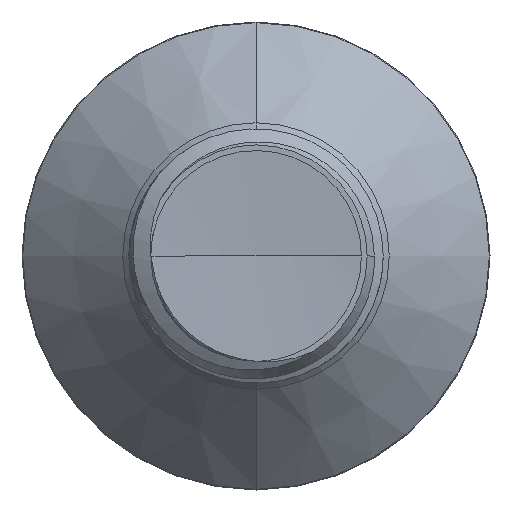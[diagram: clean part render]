
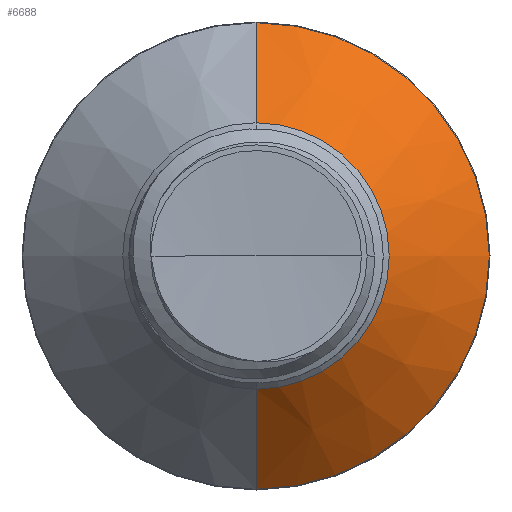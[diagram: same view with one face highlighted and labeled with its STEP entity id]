
A CAD part, front view. The second image highlights one B-rep face of the part: STEP entity #6688.
In plain terms, the highlighted conical face has half-angle 45 degrees and reference radius 2.619 mm.
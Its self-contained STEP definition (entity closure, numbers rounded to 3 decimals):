
#711 = CARTESIAN_POINT ( 'NONE',  ( 0., 5.098, 0. ) ) ;
#1055 = CIRCLE ( 'NONE', #13116, 2.619 ) ;
#1240 = ORIENTED_EDGE ( 'NONE', *, *, #3303, .F. ) ;
#1375 = LINE ( 'NONE', #2880, #9189 ) ;
#1378 = FACE_OUTER_BOUND ( 'NONE', #10307, .T. ) ;
#1707 = DIRECTION ( 'NONE',  ( 0., 0., 1. ) ) ;
#1818 = VERTEX_POINT ( 'NONE', #12998 ) ;
#1972 = EDGE_CURVE ( 'NONE', #2782, #11308, #1375, .T. ) ;
#2782 = VERTEX_POINT ( 'NONE', #10489 ) ;
#2880 = CARTESIAN_POINT ( 'NONE',  ( 0., 3.131, 2.619 ) ) ;
#2999 = CARTESIAN_POINT ( 'NONE',  ( 0., 3.131, -2.619 ) ) ;
#3303 = EDGE_CURVE ( 'NONE', #11308, #1818, #9027, .T. ) ;
#3863 = DIRECTION ( 'NONE',  ( 0., 1., 0. ) ) ;
#3881 = ORIENTED_EDGE ( 'NONE', *, *, #1972, .F. ) ;
#3960 = EDGE_CURVE ( 'NONE', #10513, #1818, #10775, .T. ) ;
#4338 = CARTESIAN_POINT ( 'NONE',  ( 0., 3.131, -2.619 ) ) ;
#4591 = CARTESIAN_POINT ( 'NONE',  ( 0., 5.098, 4.586 ) ) ;
#4627 = EDGE_CURVE ( 'NONE', #2782, #10513, #1055, .T. ) ;
#4863 = AXIS2_PLACEMENT_3D ( 'NONE', #7037, #10048, #12112 ) ;
#6314 = ORIENTED_EDGE ( 'NONE', *, *, #4627, .T. ) ;
#6688 = ADVANCED_FACE ( 'NONE', ( #1378 ), #9060, .T. ) ;
#7037 = CARTESIAN_POINT ( 'NONE',  ( 0., 3.131, 0. ) ) ;
#7810 = DIRECTION ( 'NONE',  ( 0., 1., 0. ) ) ;
#9027 = CIRCLE ( 'NONE', #11333, 4.586 ) ;
#9051 = ORIENTED_EDGE ( 'NONE', *, *, #3960, .T. ) ;
#9060 = CONICAL_SURFACE ( 'NONE', #4863, 2.619, 0.785 ) ;
#9189 = VECTOR ( 'NONE', #11095, 1000. ) ;
#10038 = CARTESIAN_POINT ( 'NONE',  ( 0., 3.131, 0. ) ) ;
#10048 = DIRECTION ( 'NONE',  ( 0., 1., 0. ) ) ;
#10307 = EDGE_LOOP ( 'NONE', ( #6314, #9051, #1240, #3881 ) ) ;
#10489 = CARTESIAN_POINT ( 'NONE',  ( 0., 3.131, 2.619 ) ) ;
#10513 = VERTEX_POINT ( 'NONE', #2999 ) ;
#10532 = DIRECTION ( 'NONE',  ( 0., 0.707, -0.707 ) ) ;
#10775 = LINE ( 'NONE', #4338, #12844 ) ;
#11075 = DIRECTION ( 'NONE',  ( 0., 0., 1. ) ) ;
#11095 = DIRECTION ( 'NONE',  ( 0., 0.707, 0.707 ) ) ;
#11308 = VERTEX_POINT ( 'NONE', #4591 ) ;
#11333 = AXIS2_PLACEMENT_3D ( 'NONE', #711, #7810, #1707 ) ;
#12112 = DIRECTION ( 'NONE',  ( 0., 0., 1. ) ) ;
#12844 = VECTOR ( 'NONE', #10532, 1000. ) ;
#12998 = CARTESIAN_POINT ( 'NONE',  ( 0., 5.098, -4.586 ) ) ;
#13116 = AXIS2_PLACEMENT_3D ( 'NONE', #10038, #3863, #11075 ) ;
